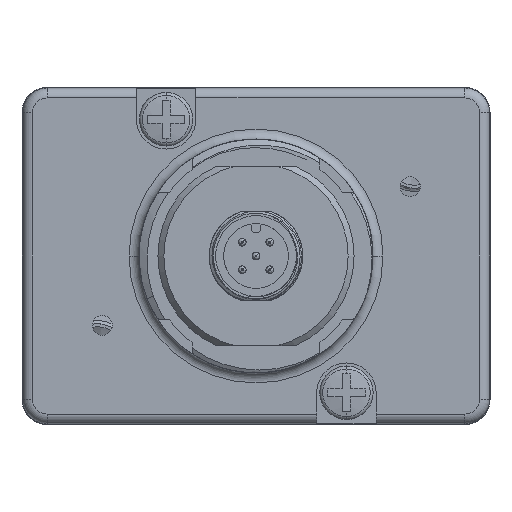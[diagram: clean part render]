
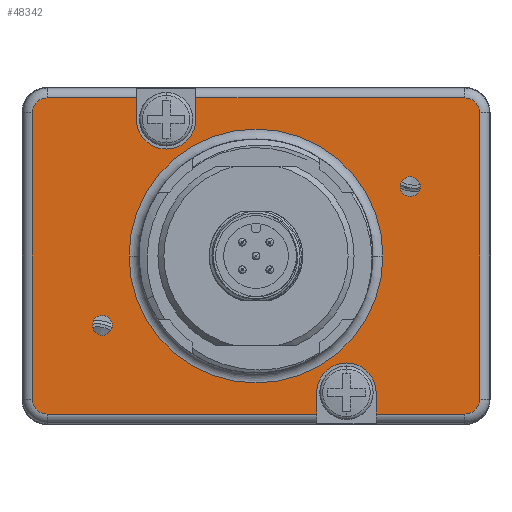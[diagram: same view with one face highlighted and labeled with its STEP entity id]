
A CAD part, front view. The second image highlights one B-rep face of the part: STEP entity #48342.
In plain terms, the highlighted planar face has unit normal (0, -1, 0).
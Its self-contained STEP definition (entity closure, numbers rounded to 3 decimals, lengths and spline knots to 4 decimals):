
#11577=CARTESIAN_POINT('',(0.4565,-0.385,-0.69));
#11578=DIRECTION('',(0.,-1.,0.));
#11579=DIRECTION('',(1.,0.,0.));
#11580=AXIS2_PLACEMENT_3D('',#11577,#11578,#11579);
#11582=DIRECTION('',(0.,0.,1.));
#11583=VECTOR('',#11582,0.1075);
#11584=CARTESIAN_POINT('',(0.3065,-0.385,-0.7975));
#11585=LINE('',#11584,#11583);
#11586=DIRECTION('',(0.,0.,-1.));
#11587=VECTOR('',#11586,0.1075);
#11588=CARTESIAN_POINT('',(-0.6035,-0.385,0.7975));
#11589=LINE('',#11588,#11587);
#11590=CARTESIAN_POINT('',(-0.4535,-0.385,0.69));
#11591=DIRECTION('',(0.,-1.,0.));
#11592=DIRECTION('',(-1.,0.,0.));
#11593=AXIS2_PLACEMENT_3D('',#11590,#11591,#11592);
#11595=DIRECTION('',(0.,0.,-1.));
#11596=VECTOR('',#11595,0.1075);
#11597=CARTESIAN_POINT('',(-0.3035,-0.385,0.7975));
#11598=LINE('',#11597,#11596);
#11599=DIRECTION('',(0.,0.,1.));
#11600=VECTOR('',#11599,0.1075);
#11601=CARTESIAN_POINT('',(0.6065,-0.385,-0.7975));
#11602=LINE('',#11601,#11600);
#11603=CARTESIAN_POINT('',(0.7785,-0.385,0.35));
#11604=DIRECTION('',(0.,-1.,0.));
#11605=DIRECTION('',(1.,0.,0.));
#11606=AXIS2_PLACEMENT_3D('',#11603,#11604,#11605);
#11608=CARTESIAN_POINT('',(0.7785,-0.385,0.35));
#11609=DIRECTION('',(0.,-1.,0.));
#11610=DIRECTION('',(-1.,0.,0.));
#11611=AXIS2_PLACEMENT_3D('',#11608,#11609,#11610);
#11613=CARTESIAN_POINT('',(-0.7755,-0.385,-0.35));
#11614=DIRECTION('',(0.,-1.,0.));
#11615=DIRECTION('',(1.,0.,0.));
#11616=AXIS2_PLACEMENT_3D('',#11613,#11614,#11615);
#11618=CARTESIAN_POINT('',(-0.7755,-0.385,-0.35));
#11619=DIRECTION('',(0.,-1.,0.));
#11620=DIRECTION('',(-1.,0.,0.));
#11621=AXIS2_PLACEMENT_3D('',#11618,#11619,#11620);
#11632=DIRECTION('',(1.,0.,0.));
#11633=VECTOR('',#11632,0.447);
#11634=CARTESIAN_POINT('',(0.6065,-0.385,-0.7975));
#11635=LINE('',#11634,#11633);
#11640=CARTESIAN_POINT('',(1.0535,-0.385,-0.7225));
#11641=DIRECTION('',(0.,-1.,0.));
#11642=DIRECTION('',(0.,0.,-1.));
#11643=AXIS2_PLACEMENT_3D('',#11640,#11641,#11642);
#11660=DIRECTION('',(0.,0.,1.));
#11661=VECTOR('',#11660,1.445);
#11662=CARTESIAN_POINT('',(1.1285,-0.385,-0.7225));
#11663=LINE('',#11662,#11661);
#11668=CARTESIAN_POINT('',(1.0535,-0.385,0.7225));
#11669=DIRECTION('',(0.,-1.,0.));
#11670=DIRECTION('',(1.,0.,0.));
#11671=AXIS2_PLACEMENT_3D('',#11668,#11669,#11670);
#11692=DIRECTION('',(-1.,0.,0.));
#11693=VECTOR('',#11692,1.357);
#11694=CARTESIAN_POINT('',(1.0535,-0.385,0.7975));
#11695=LINE('',#11694,#11693);
#11714=DIRECTION('',(-1.,0.,0.));
#11715=VECTOR('',#11714,0.45);
#11716=CARTESIAN_POINT('',(-0.6035,-0.385,0.7975));
#11717=LINE('',#11716,#11715);
#11722=CARTESIAN_POINT('',(-1.0535,-0.385,0.7225));
#11723=DIRECTION('',(0.,-1.,0.));
#11724=DIRECTION('',(0.,0.,1.));
#11725=AXIS2_PLACEMENT_3D('',#11722,#11723,#11724);
#11737=DIRECTION('',(0.,0.,-1.));
#11738=VECTOR('',#11737,1.445);
#11739=CARTESIAN_POINT('',(-1.1285,-0.385,0.7225));
#11740=LINE('',#11739,#11738);
#11750=CARTESIAN_POINT('',(-1.0535,-0.385,-0.7225));
#11751=DIRECTION('',(0.,-1.,0.));
#11752=DIRECTION('',(-1.,0.,0.));
#11753=AXIS2_PLACEMENT_3D('',#11750,#11751,#11752);
#11774=DIRECTION('',(1.,0.,0.));
#11775=VECTOR('',#11774,1.36);
#11776=CARTESIAN_POINT('',(-1.0535,-0.385,-0.7975));
#11777=LINE('',#11776,#11775);
#18426=CARTESIAN_POINT('',(0.,-0.385,0.));
#18427=DIRECTION('',(0.,-1.,0.));
#18428=DIRECTION('',(1.,0.,0.));
#18429=AXIS2_PLACEMENT_3D('',#18426,#18427,#18428);
#18441=CARTESIAN_POINT('',(0.,-0.385,0.));
#18442=DIRECTION('',(0.,-1.,0.));
#18443=DIRECTION('',(-1.,0.,0.));
#18444=AXIS2_PLACEMENT_3D('',#18441,#18442,#18443);
#30655=CARTESIAN_POINT('',(1.1285,-0.385,-0.7225));
#30656=CARTESIAN_POINT('',(1.1285,-0.385,0.7225));
#30657=VERTEX_POINT('',#30655);
#30658=VERTEX_POINT('',#30656);
#30663=CARTESIAN_POINT('',(1.0535,-0.385,0.7975));
#30664=VERTEX_POINT('',#30663);
#30667=CARTESIAN_POINT('',(-1.0535,-0.385,0.7975));
#30668=CARTESIAN_POINT('',(-1.1285,-0.385,0.7225));
#30669=VERTEX_POINT('',#30667);
#30670=VERTEX_POINT('',#30668);
#30675=CARTESIAN_POINT('',(-1.1285,-0.385,-0.7225));
#30676=VERTEX_POINT('',#30675);
#30679=CARTESIAN_POINT('',(-1.0535,-0.385,-0.7975));
#30680=VERTEX_POINT('',#30679);
#30683=CARTESIAN_POINT('',(1.0535,-0.385,-0.7975));
#30684=VERTEX_POINT('',#30683);
#30695=CARTESIAN_POINT('',(0.6065,-0.385,-0.69));
#30696=CARTESIAN_POINT('',(0.3065,-0.385,-0.69));
#30697=VERTEX_POINT('',#30695);
#30698=VERTEX_POINT('',#30696);
#30699=CARTESIAN_POINT('',(0.3065,-0.385,-0.7975));
#30700=VERTEX_POINT('',#30699);
#30701=CARTESIAN_POINT('',(0.6065,-0.385,-0.7975));
#30702=VERTEX_POINT('',#30701);
#30703=CARTESIAN_POINT('',(-0.6035,-0.385,0.69));
#30704=CARTESIAN_POINT('',(-0.3035,-0.385,0.69));
#30705=VERTEX_POINT('',#30703);
#30706=VERTEX_POINT('',#30704);
#30707=CARTESIAN_POINT('',(-0.3035,-0.385,0.7975));
#30708=VERTEX_POINT('',#30707);
#30709=CARTESIAN_POINT('',(-0.6035,-0.385,0.7975));
#30710=VERTEX_POINT('',#30709);
#31003=CARTESIAN_POINT('',(0.8285,-0.385,0.35));
#31004=CARTESIAN_POINT('',(0.7285,-0.385,0.35));
#31005=VERTEX_POINT('',#31003);
#31006=VERTEX_POINT('',#31004);
#31007=CARTESIAN_POINT('',(-0.7255,-0.385,-0.35));
#31008=CARTESIAN_POINT('',(-0.8255,-0.385,-0.35));
#31009=VERTEX_POINT('',#31007);
#31010=VERTEX_POINT('',#31008);
#31159=CARTESIAN_POINT('',(-0.6405,-0.385,0.));
#31160=CARTESIAN_POINT('',(0.6405,-0.385,0.));
#31161=VERTEX_POINT('',#31159);
#31162=VERTEX_POINT('',#31160);
#48286=CARTESIAN_POINT('',(0.,-0.385,0.));
#48287=DIRECTION('',(0.,-1.,0.));
#48288=DIRECTION('',(1.,0.,0.));
#48289=AXIS2_PLACEMENT_3D('',#48286,#48287,#48288);
#48290=PLANE('',#48289);
#48292=ORIENTED_EDGE('',*,*,#48291,.T.);
#48293=ORIENTED_EDGE('',*,*,#48275,.F.);
#48295=ORIENTED_EDGE('',*,*,#48294,.F.);
#48297=ORIENTED_EDGE('',*,*,#48296,.F.);
#48299=ORIENTED_EDGE('',*,*,#48298,.F.);
#48301=ORIENTED_EDGE('',*,*,#48300,.F.);
#48303=ORIENTED_EDGE('',*,*,#48302,.F.);
#48305=ORIENTED_EDGE('',*,*,#48304,.T.);
#48307=ORIENTED_EDGE('',*,*,#48306,.T.);
#48309=ORIENTED_EDGE('',*,*,#48308,.F.);
#48311=ORIENTED_EDGE('',*,*,#48310,.F.);
#48313=ORIENTED_EDGE('',*,*,#48312,.F.);
#48315=ORIENTED_EDGE('',*,*,#48314,.F.);
#48317=ORIENTED_EDGE('',*,*,#48316,.F.);
#48319=ORIENTED_EDGE('',*,*,#48318,.F.);
#48321=ORIENTED_EDGE('',*,*,#48320,.T.);
#48322=EDGE_LOOP('',(#48292,#48293,#48295,#48297,#48299,#48301,#48303,#48305,
#48307,#48309,#48311,#48313,#48315,#48317,#48319,#48321));
#48323=FACE_OUTER_BOUND('',#48322,.F.);
#48325=ORIENTED_EDGE('',*,*,#48324,.T.);
#48327=ORIENTED_EDGE('',*,*,#48326,.T.);
#48328=EDGE_LOOP('',(#48325,#48327));
#48329=FACE_BOUND('',#48328,.F.);
#48331=ORIENTED_EDGE('',*,*,#48330,.T.);
#48333=ORIENTED_EDGE('',*,*,#48332,.T.);
#48334=EDGE_LOOP('',(#48331,#48333));
#48335=FACE_BOUND('',#48334,.F.);
#48337=ORIENTED_EDGE('',*,*,#48336,.T.);
#48339=ORIENTED_EDGE('',*,*,#48338,.T.);
#48340=EDGE_LOOP('',(#48337,#48339));
#48341=FACE_BOUND('',#48340,.F.);
#48342=ADVANCED_FACE('',(#48323,#48329,#48335,#48341),#48290,.T.);
#11581=CIRCLE('',#11580,0.15);
#11594=CIRCLE('',#11593,0.15);
#11607=CIRCLE('',#11606,0.05);
#11612=CIRCLE('',#11611,0.05);
#11617=CIRCLE('',#11616,0.05);
#11622=CIRCLE('',#11621,0.05);
#11644=CIRCLE('',#11643,0.075);
#11672=CIRCLE('',#11671,0.075);
#11726=CIRCLE('',#11725,0.075);
#11754=CIRCLE('',#11753,0.075);
#18430=CIRCLE('',#18429,0.6405);
#18445=CIRCLE('',#18444,0.6405);
#48275=EDGE_CURVE('',#30700,#30698,#11585,.T.);
#48291=EDGE_CURVE('',#30697,#30698,#11581,.T.);
#48294=EDGE_CURVE('',#30680,#30700,#11777,.T.);
#48296=EDGE_CURVE('',#30676,#30680,#11754,.T.);
#48298=EDGE_CURVE('',#30670,#30676,#11740,.T.);
#48300=EDGE_CURVE('',#30669,#30670,#11726,.T.);
#48302=EDGE_CURVE('',#30710,#30669,#11717,.T.);
#48304=EDGE_CURVE('',#30710,#30705,#11589,.T.);
#48306=EDGE_CURVE('',#30705,#30706,#11594,.T.);
#48308=EDGE_CURVE('',#30708,#30706,#11598,.T.);
#48310=EDGE_CURVE('',#30664,#30708,#11695,.T.);
#48312=EDGE_CURVE('',#30658,#30664,#11672,.T.);
#48314=EDGE_CURVE('',#30657,#30658,#11663,.T.);
#48316=EDGE_CURVE('',#30684,#30657,#11644,.T.);
#48318=EDGE_CURVE('',#30702,#30684,#11635,.T.);
#48320=EDGE_CURVE('',#30702,#30697,#11602,.T.);
#48324=EDGE_CURVE('',#31005,#31006,#11607,.T.);
#48326=EDGE_CURVE('',#31006,#31005,#11612,.T.);
#48330=EDGE_CURVE('',#31009,#31010,#11617,.T.);
#48332=EDGE_CURVE('',#31010,#31009,#11622,.T.);
#48336=EDGE_CURVE('',#31161,#31162,#18445,.T.);
#48338=EDGE_CURVE('',#31162,#31161,#18430,.T.);
